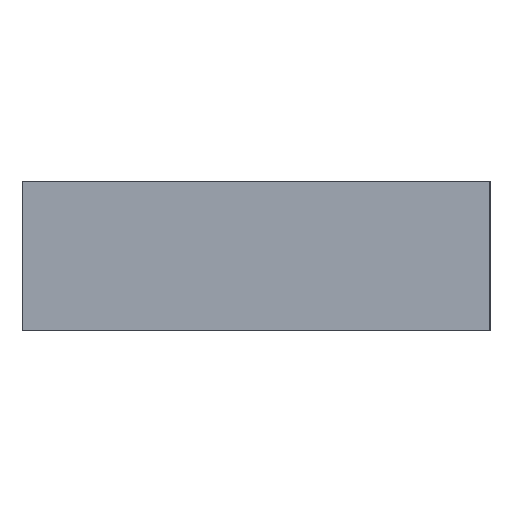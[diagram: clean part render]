
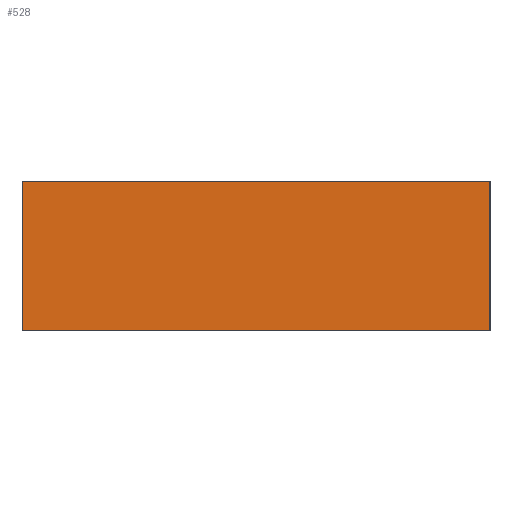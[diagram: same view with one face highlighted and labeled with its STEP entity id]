
A CAD part, left-side view. The second image highlights one B-rep face of the part: STEP entity #528.
In plain terms, the highlighted planar face has unit normal (-1, 0, 0).
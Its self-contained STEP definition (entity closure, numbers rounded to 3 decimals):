
#16 = LINE ( 'NONE', #481, #732 ) ;
#19 = DIRECTION ( 'NONE',  ( 0., 1., 0. ) ) ;
#40 = LINE ( 'NONE', #67, #420 ) ;
#58 = CARTESIAN_POINT ( 'NONE',  ( -20., 5.5, 16.51 ) ) ;
#65 = DIRECTION ( 'NONE',  ( 0., 0., -1. ) ) ;
#67 = CARTESIAN_POINT ( 'NONE',  ( -20., -5.5, 9.51 ) ) ;
#73 = DIRECTION ( 'NONE',  ( 0., 1., 0. ) ) ;
#75 = VERTEX_POINT ( 'NONE', #289 ) ;
#84 = DIRECTION ( 'NONE',  ( 1., 0., 0. ) ) ;
#177 = EDGE_CURVE ( 'NONE', #404, #75, #40, .T. ) ;
#192 = CARTESIAN_POINT ( 'NONE',  ( -20., 5.5, 9.51 ) ) ;
#201 = VERTEX_POINT ( 'NONE', #58 ) ;
#232 = EDGE_CURVE ( 'NONE', #201, #293, #379, .T. ) ;
#245 = FACE_OUTER_BOUND ( 'NONE', #653, .T. ) ;
#254 = EDGE_CURVE ( 'NONE', #201, #404, #16, .T. ) ;
#271 = VECTOR ( 'NONE', #73, 1000. ) ;
#289 = CARTESIAN_POINT ( 'NONE',  ( -20., -5.5, 13. ) ) ;
#293 = VERTEX_POINT ( 'NONE', #369 ) ;
#295 = ORIENTED_EDGE ( 'NONE', *, *, #232, .T. ) ;
#327 = ORIENTED_EDGE ( 'NONE', *, *, #177, .F. ) ;
#356 = EDGE_CURVE ( 'NONE', #75, #293, #566, .T. ) ;
#369 = CARTESIAN_POINT ( 'NONE',  ( -20., 5.5, 13. ) ) ;
#376 = CARTESIAN_POINT ( 'NONE',  ( -20., -5.5, 16.51 ) ) ;
#379 = LINE ( 'NONE', #192, #450 ) ;
#404 = VERTEX_POINT ( 'NONE', #376 ) ;
#420 = VECTOR ( 'NONE', #65, 1000. ) ;
#430 = DIRECTION ( 'NONE',  ( 0., -1., 0. ) ) ;
#450 = VECTOR ( 'NONE', #484, 1000. ) ;
#468 = ORIENTED_EDGE ( 'NONE', *, *, #356, .F. ) ;
#480 = AXIS2_PLACEMENT_3D ( 'NONE', #693, #84, #19 ) ;
#481 = CARTESIAN_POINT ( 'NONE',  ( -20., 5.5, 16.51 ) ) ;
#484 = DIRECTION ( 'NONE',  ( 0., 0., -1. ) ) ;
#528 = ADVANCED_FACE ( 'NONE', ( #245 ), #574, .F. ) ;
#566 = LINE ( 'NONE', #741, #271 ) ;
#574 = PLANE ( 'NONE',  #480 ) ;
#653 = EDGE_LOOP ( 'NONE', ( #468, #327, #738, #295 ) ) ;
#693 = CARTESIAN_POINT ( 'NONE',  ( -20., -5.5, 9.51 ) ) ;
#732 = VECTOR ( 'NONE', #430, 1000. ) ;
#738 = ORIENTED_EDGE ( 'NONE', *, *, #254, .F. ) ;
#741 = CARTESIAN_POINT ( 'NONE',  ( -20., -5.5, 13. ) ) ;
